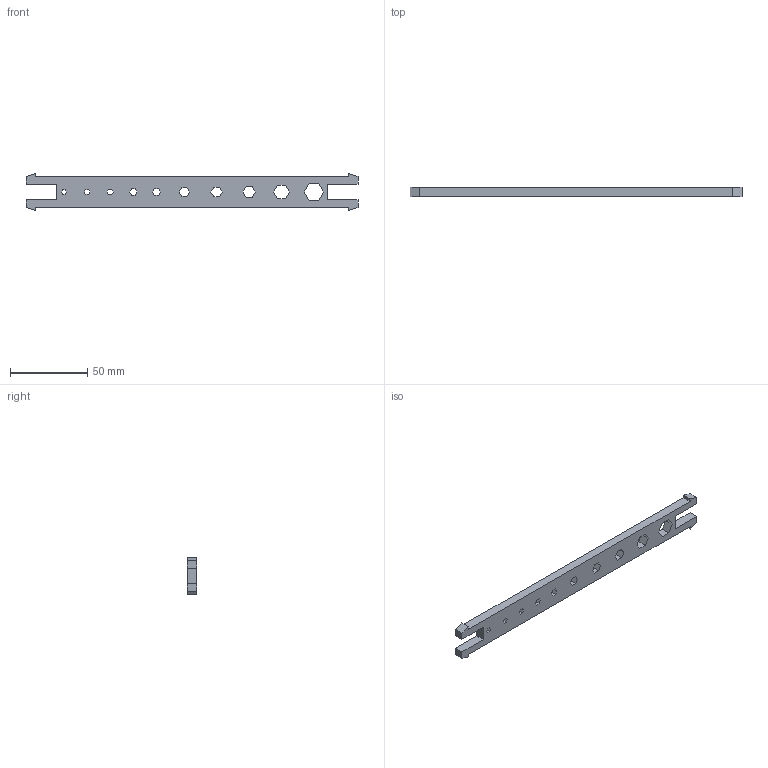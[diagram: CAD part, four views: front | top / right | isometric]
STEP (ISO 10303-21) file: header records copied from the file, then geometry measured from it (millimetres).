
FILE_DESCRIPTION(/* description */ (''),/* implementation_level */ '2;1');
FILE_NAME(/* name */ 'T-Handle Bracket SAE v2.step',/* time_stamp */ '2017-01-26T18:12:13-07:00',/* author */ (''),/* organization */ (''),/* preprocessor_version */ 'ST-DEVELOPER v16.5',/* originating_system */ 'Autodesk Translation Framework v5.2.0.2920',/* authorisation */ '');
FILE_SCHEMA (('AUTOMOTIVE_DESIGN { 1 0 10303 214 3 1 1 }'));
Length unit declared in the file: millimetre
Products named in the file (1): T-Handle Bracket SAE v2
Bounding box: 215.2 x 6 x 24 mm (x, y, z)
Volume: 21646.5 mm3; surface area: 11736.3 mm2
Topology: 1 solids, 1 shells, 82 faces, 240 edges, 160 vertices
Faces by surface type: plane 82
Entity records: 2726 total; most frequent: CARTESIAN_POINT 483, ORIENTED_EDGE 480, DIRECTION 406, LINE 240, VECTOR 240, EDGE_CURVE 240, VERTEX_POINT 160, EDGE_LOOP 102
